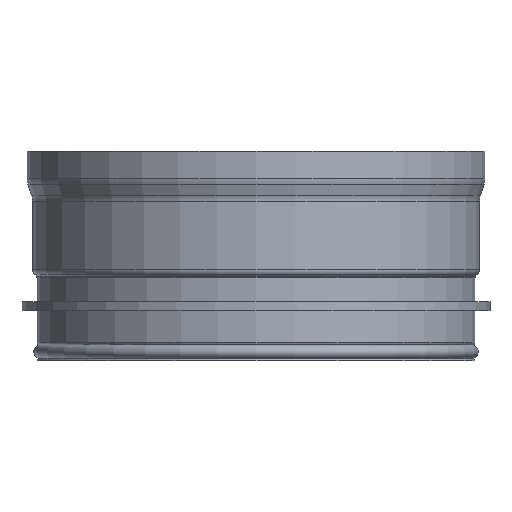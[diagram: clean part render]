
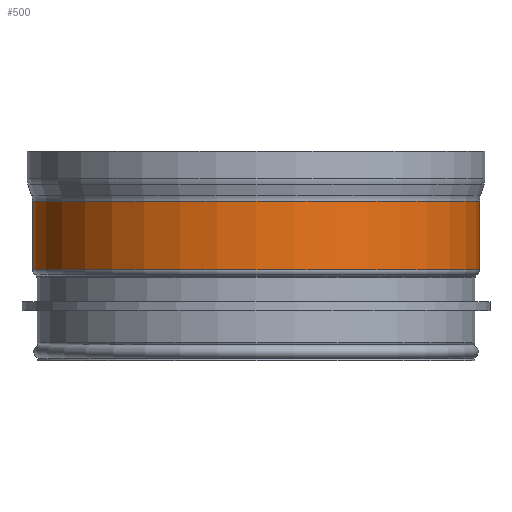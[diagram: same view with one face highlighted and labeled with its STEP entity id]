
A CAD part, front view. The second image highlights one B-rep face of the part: STEP entity #500.
In plain terms, the highlighted cylindrical face has radius 490 mm (diameter 980 mm), a full revolution.
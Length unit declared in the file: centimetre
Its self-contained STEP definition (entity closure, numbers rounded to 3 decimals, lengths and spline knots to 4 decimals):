
#49=CYLINDRICAL_SURFACE('',#621,49.);
#82=FACE_OUTER_BOUND('',#119,.T.);
#119=EDGE_LOOP('',(#428,#429,#430,#431,#432,#433));
#174=CIRCLE('',#618,49.);
#176=CIRCLE('',#620,49.);
#177=CIRCLE('',#622,49.);
#178=CIRCLE('',#623,49.);
#228=VERTEX_POINT('',#979);
#229=VERTEX_POINT('',#980);
#230=VERTEX_POINT('',#985);
#231=VERTEX_POINT('',#986);
#296=EDGE_CURVE('',#228,#229,#174,.T.);
#298=EDGE_CURVE('',#229,#228,#176,.T.);
#299=EDGE_CURVE('',#230,#231,#177,.T.);
#300=EDGE_CURVE('',#231,#230,#178,.T.);
#301=EDGE_CURVE('',#231,#229,#528,.T.);
#428=ORIENTED_EDGE('',*,*,#299,.F.);
#429=ORIENTED_EDGE('',*,*,#300,.F.);
#430=ORIENTED_EDGE('',*,*,#301,.T.);
#431=ORIENTED_EDGE('',*,*,#298,.T.);
#432=ORIENTED_EDGE('',*,*,#296,.T.);
#433=ORIENTED_EDGE('',*,*,#301,.F.);
#500=ADVANCED_FACE('',(#82),#49,.T.);
#528=LINE('',#989,#542);
#542=VECTOR('',#811,49.);
#618=AXIS2_PLACEMENT_3D('',#981,#799,#800);
#620=AXIS2_PLACEMENT_3D('',#983,#803,#804);
#621=AXIS2_PLACEMENT_3D('',#984,#805,#806);
#622=AXIS2_PLACEMENT_3D('',#987,#807,#808);
#623=AXIS2_PLACEMENT_3D('',#988,#809,#810);
#799=DIRECTION('center_axis',(0.,0.,1.));
#800=DIRECTION('ref_axis',(1.,0.,0.));
#803=DIRECTION('center_axis',(0.,0.,1.));
#804=DIRECTION('ref_axis',(1.,0.,0.));
#805=DIRECTION('center_axis',(0.,0.,1.));
#806=DIRECTION('ref_axis',(-1.,0.,0.));
#807=DIRECTION('center_axis',(0.,0.,1.));
#808=DIRECTION('ref_axis',(1.,0.,0.));
#809=DIRECTION('center_axis',(0.,0.,1.));
#810=DIRECTION('ref_axis',(1.,0.,0.));
#811=DIRECTION('',(0.,0.,-1.));
#979=CARTESIAN_POINT('',(-49.,0.,20.));
#980=CARTESIAN_POINT('',(49.,0.,20.));
#981=CARTESIAN_POINT('Origin',(0.,0.,20.));
#983=CARTESIAN_POINT('Origin',(0.,0.,20.));
#984=CARTESIAN_POINT('Origin',(0.,0.,27.5));
#985=CARTESIAN_POINT('',(-49.,0.,35.));
#986=CARTESIAN_POINT('',(49.,0.,35.));
#987=CARTESIAN_POINT('Origin',(0.,0.,35.));
#988=CARTESIAN_POINT('Origin',(0.,0.,35.));
#989=CARTESIAN_POINT('',(49.,0.,27.5));
